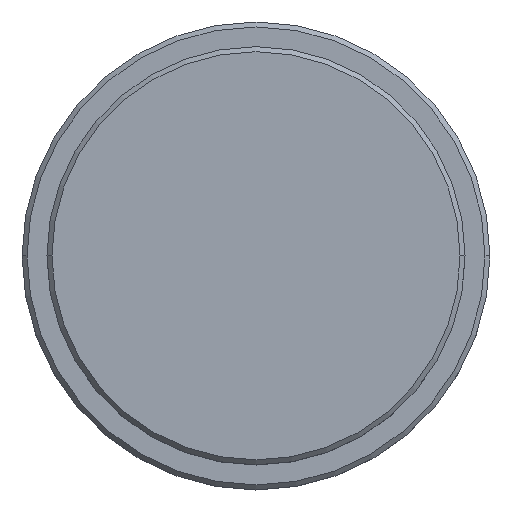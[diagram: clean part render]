
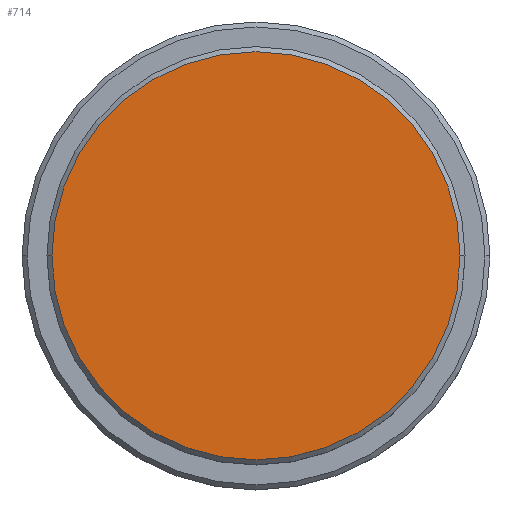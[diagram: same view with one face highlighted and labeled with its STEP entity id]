
A CAD part, top view. The second image highlights one B-rep face of the part: STEP entity #714.
In plain terms, the highlighted planar face has unit normal (0, 0, 1).
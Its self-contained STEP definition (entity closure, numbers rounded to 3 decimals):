
#92 = DIRECTION ( 'NONE',  ( 0., 0., 1. ) ) ;
#184 = ORIENTED_EDGE ( 'NONE', *, *, #535, .T. ) ;
#261 = DIRECTION ( 'NONE',  ( 1., 0., 0. ) ) ;
#273 = AXIS2_PLACEMENT_3D ( 'NONE', #486, #1387, #1035 ) ;
#376 = DIRECTION ( 'NONE',  ( 1., 0., 0. ) ) ;
#486 = CARTESIAN_POINT ( 'NONE',  ( 0., 0., 0. ) ) ;
#535 = EDGE_CURVE ( 'NONE', #1013, #1108, #1246, .T. ) ;
#714 = ADVANCED_FACE ( 'NONE', ( #982 ), #728, .T. ) ;
#728 = PLANE ( 'NONE',  #1345 ) ;
#946 = CARTESIAN_POINT ( 'NONE',  ( 20.5, 0., 0. ) ) ;
#979 = CARTESIAN_POINT ( 'NONE',  ( -20.5, 0., 0. ) ) ;
#982 = FACE_OUTER_BOUND ( 'NONE', #1240, .T. ) ;
#1013 = VERTEX_POINT ( 'NONE', #946 ) ;
#1035 = DIRECTION ( 'NONE',  ( 1., 0., 0. ) ) ;
#1071 = CIRCLE ( 'NONE', #1162, 20.5 ) ;
#1108 = VERTEX_POINT ( 'NONE', #979 ) ;
#1162 = AXIS2_PLACEMENT_3D ( 'NONE', #1336, #1226, #376 ) ;
#1169 = CARTESIAN_POINT ( 'NONE',  ( 0., 0., 0. ) ) ;
#1211 = EDGE_CURVE ( 'NONE', #1108, #1013, #1071, .T. ) ;
#1226 = DIRECTION ( 'NONE',  ( 0., 0., 1. ) ) ;
#1240 = EDGE_LOOP ( 'NONE', ( #1405, #184 ) ) ;
#1246 = CIRCLE ( 'NONE', #273, 20.5 ) ;
#1336 = CARTESIAN_POINT ( 'NONE',  ( 0., 0., 0. ) ) ;
#1345 = AXIS2_PLACEMENT_3D ( 'NONE', #1169, #92, #261 ) ;
#1387 = DIRECTION ( 'NONE',  ( 0., 0., 1. ) ) ;
#1405 = ORIENTED_EDGE ( 'NONE', *, *, #1211, .T. ) ;
